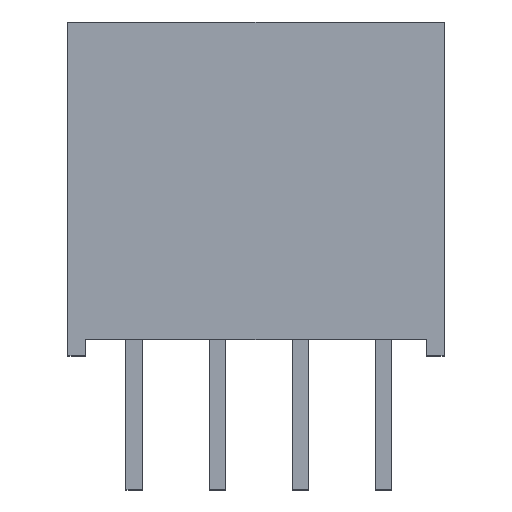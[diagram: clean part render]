
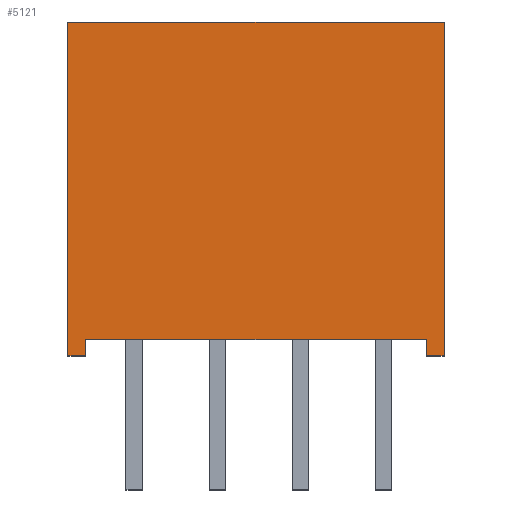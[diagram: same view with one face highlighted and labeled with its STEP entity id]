
A CAD part, top view. The second image highlights one B-rep face of the part: STEP entity #5121.
In plain terms, the highlighted planar face has unit normal (0, 0, 1).
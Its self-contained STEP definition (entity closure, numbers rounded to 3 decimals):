
#26 = CARTESIAN_POINT ( 'NONE',  ( 5.75, 9.7, 3.8 ) ) ;
#293 = CARTESIAN_POINT ( 'NONE',  ( -5.2, -0.5, 3.8 ) ) ;
#378 = CARTESIAN_POINT ( 'NONE',  ( -5.2, 0.01, 3.8 ) ) ;
#484 = CARTESIAN_POINT ( 'NONE',  ( -5.2, -0.5, 3.8 ) ) ;
#601 = DIRECTION ( 'NONE',  ( 1., 0., 0. ) ) ;
#646 = VECTOR ( 'NONE', #601, 1000. ) ;
#657 = CARTESIAN_POINT ( 'NONE',  ( 0., -0.5, 3.8 ) ) ;
#729 = VERTEX_POINT ( 'NONE', #3507 ) ;
#759 = CARTESIAN_POINT ( 'NONE',  ( 0., -0.5, 3.8 ) ) ;
#772 = LINE ( 'NONE', #5626, #3556 ) ;
#972 = CARTESIAN_POINT ( 'NONE',  ( -5.75, -0.5, 3.8 ) ) ;
#1015 = VECTOR ( 'NONE', #2307, 1000. ) ;
#1045 = VECTOR ( 'NONE', #4034, 1000. ) ;
#1106 = VERTEX_POINT ( 'NONE', #378 ) ;
#1239 = VERTEX_POINT ( 'NONE', #972 ) ;
#1295 = ORIENTED_EDGE ( 'NONE', *, *, #4161, .F. ) ;
#1297 = CARTESIAN_POINT ( 'NONE',  ( 5.75, -0.5, 3.8 ) ) ;
#1356 = ORIENTED_EDGE ( 'NONE', *, *, #2428, .F. ) ;
#1421 = VERTEX_POINT ( 'NONE', #2028 ) ;
#1512 = DIRECTION ( 'NONE',  ( 0., 1., 0. ) ) ;
#1636 = CARTESIAN_POINT ( 'NONE',  ( 5.2, 0., 3.8 ) ) ;
#1676 = EDGE_LOOP ( 'NONE', ( #1356, #4983, #4973, #3928, #1295, #2694, #3886, #4126 ) ) ;
#2028 = CARTESIAN_POINT ( 'NONE',  ( -5.75, 9.7, 3.8 ) ) ;
#2057 = CARTESIAN_POINT ( 'NONE',  ( 5.75, -0.5, 3.8 ) ) ;
#2203 = LINE ( 'NONE', #5916, #5793 ) ;
#2255 = LINE ( 'NONE', #657, #5637 ) ;
#2307 = DIRECTION ( 'NONE',  ( 0., -1., 0. ) ) ;
#2316 = LINE ( 'NONE', #759, #1045 ) ;
#2428 = EDGE_CURVE ( 'NONE', #1106, #2972, #5875, .T. ) ;
#2694 = ORIENTED_EDGE ( 'NONE', *, *, #4785, .F. ) ;
#2834 = EDGE_CURVE ( 'NONE', #1239, #2972, #2316, .T. ) ;
#2972 = VERTEX_POINT ( 'NONE', #293 ) ;
#3118 = LINE ( 'NONE', #1636, #4391 ) ;
#3157 = FACE_OUTER_BOUND ( 'NONE', #1676, .T. ) ;
#3167 = DIRECTION ( 'NONE',  ( 0., 0., 1. ) ) ;
#3448 = DIRECTION ( 'NONE',  ( 0., -1., 0. ) ) ;
#3474 = EDGE_CURVE ( 'NONE', #1239, #1421, #772, .T. ) ;
#3507 = CARTESIAN_POINT ( 'NONE',  ( 5.2, -0.5, 3.8 ) ) ;
#3509 = VECTOR ( 'NONE', #3448, 1000. ) ;
#3556 = VECTOR ( 'NONE', #1512, 1000. ) ;
#3641 = PLANE ( 'NONE',  #3829 ) ;
#3685 = CARTESIAN_POINT ( 'NONE',  ( 5.2, 0.01, 3.8 ) ) ;
#3692 = DIRECTION ( 'NONE',  ( -1., 0., 0. ) ) ;
#3829 = AXIS2_PLACEMENT_3D ( 'NONE', #4968, #3167, #4097 ) ;
#3852 = DIRECTION ( 'NONE',  ( 1., 0., 0. ) ) ;
#3886 = ORIENTED_EDGE ( 'NONE', *, *, #3474, .F. ) ;
#3928 = ORIENTED_EDGE ( 'NONE', *, *, #4909, .T. ) ;
#4034 = DIRECTION ( 'NONE',  ( 1., 0., 0. ) ) ;
#4097 = DIRECTION ( 'NONE',  ( 1., 0., 0. ) ) ;
#4126 = ORIENTED_EDGE ( 'NONE', *, *, #2834, .T. ) ;
#4161 = EDGE_CURVE ( 'NONE', #4448, #5472, #4706, .T. ) ;
#4391 = VECTOR ( 'NONE', #4840, 1000. ) ;
#4448 = VERTEX_POINT ( 'NONE', #5751 ) ;
#4658 = EDGE_CURVE ( 'NONE', #5400, #1106, #2203, .T. ) ;
#4706 = LINE ( 'NONE', #2057, #3509 ) ;
#4785 = EDGE_CURVE ( 'NONE', #1421, #4448, #4937, .T. ) ;
#4840 = DIRECTION ( 'NONE',  ( 0., 1., 0. ) ) ;
#4909 = EDGE_CURVE ( 'NONE', #729, #5472, #2255, .T. ) ;
#4937 = LINE ( 'NONE', #26, #646 ) ;
#4968 = CARTESIAN_POINT ( 'NONE',  ( 0., 4.608, 3.8 ) ) ;
#4973 = ORIENTED_EDGE ( 'NONE', *, *, #5839, .F. ) ;
#4983 = ORIENTED_EDGE ( 'NONE', *, *, #4658, .F. ) ;
#5121 = ADVANCED_FACE ( 'NONE', ( #3157 ), #3641, .T. ) ;
#5400 = VERTEX_POINT ( 'NONE', #3685 ) ;
#5472 = VERTEX_POINT ( 'NONE', #1297 ) ;
#5626 = CARTESIAN_POINT ( 'NONE',  ( -5.75, 9.7, 3.8 ) ) ;
#5637 = VECTOR ( 'NONE', #3852, 1000. ) ;
#5751 = CARTESIAN_POINT ( 'NONE',  ( 5.75, 9.7, 3.8 ) ) ;
#5793 = VECTOR ( 'NONE', #3692, 1000. ) ;
#5839 = EDGE_CURVE ( 'NONE', #729, #5400, #3118, .T. ) ;
#5875 = LINE ( 'NONE', #484, #1015 ) ;
#5916 = CARTESIAN_POINT ( 'NONE',  ( -5.2, 0.01, 3.8 ) ) ;
